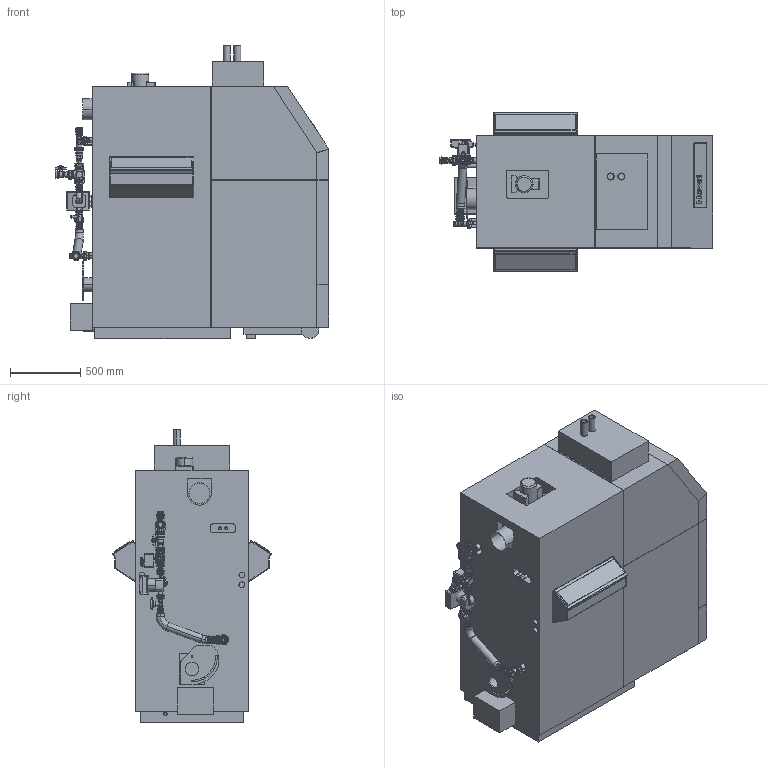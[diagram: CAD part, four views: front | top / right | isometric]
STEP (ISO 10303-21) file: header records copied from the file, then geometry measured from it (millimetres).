
FILE_DESCRIPTION(('CATIA V5 STEP Exchange'),'2;1');
FILE_NAME('4213097_30-BioLyt (70).stp','2014-05-23T13:34:51+00:00',('N.N.'),('Hovalwerke AG FL-9490 Vaduz'),'CATIA Version 5 Release 20 SP 7 (IN-10)','CATIA V5 STEP AP203','none');
FILE_SCHEMA(('CONFIG_CONTROL_DESIGN'));
Products named in the file (10): 4213098_BioLyt (70) Planerdaten 3D CSM_10490638_C83_000_00; _RLH 7-RH 32-18-MB (50)_10493809_C83_000_00; _RL-Hochhaltegruppe 7-RH 32-18 o.P._10322112_C83_004_00; 6022635_V01; 240500; 236383; messbagr; 2010063; 240470; 6022633_V02
Assembly tree (76 placements, depth 7):
  4213098_BioLyt (70) Planerdaten 3D CSM_10490638_C83_000_00
    #58  x2
    #1391
    #14449
    _RLH 7-RH 32-18-MB (50)_10493809_C83_000_00
      #17457
      #23217
      #37500
      _RL-Hochhaltegruppe 7-RH 32-18 o.P._10322112_C83_004_00
        6022635_V01
          #40133  x5
          #40317  x2
          #41314  x4
          #41498
          #47582  x4
          #51026
          240500
            #52562
            #55930
            #56557
            #60675
            #61114
          #62612  x2
          #62826  x4
          #64278
          #64885  x2
          #65653
          #65676
          236383
            #65707
            #66954
          #67080
          messbagr
            2010063
              #67265
              #67288
              #67311
            #67347
          #67428
          240470
            #70375
            #55930
            #56557
            #60675
            #61114
        #74288  x2
        6022633_V02
          #51026
          #47582  x2
          #41314  x2
          #41498
          #75760
          #62612
          #78810
          #79752
          #67080
        #80574
Bounding box: 1951.2 x 1131.39 x 2090 mm (x, y, z)
Volume: 2411510082 mm3; surface area: 24328566.2 mm2
Topology: 90 solids, 90 shells, 3575 faces, 8703 edges, 5183 vertices
Faces by surface type: cylinder 1296, plane 1057, cone 377, bspline 350, torus 280, sphere 210, revolution 5
Entity records: 81623 total; most frequent: CARTESIAN_POINT 30862, ORIENTED_EDGE 11334, DIRECTION 8071, EDGE_CURVE 5667, AXIS2_PLACEMENT_3D 3914, VERTEX_POINT 3491, EDGE_LOOP 2546, VECTOR 2391
